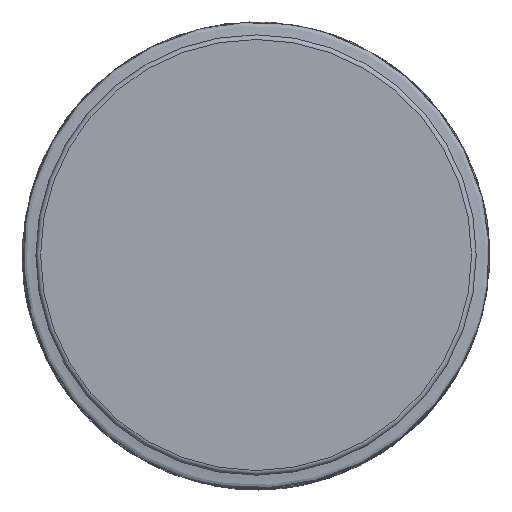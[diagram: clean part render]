
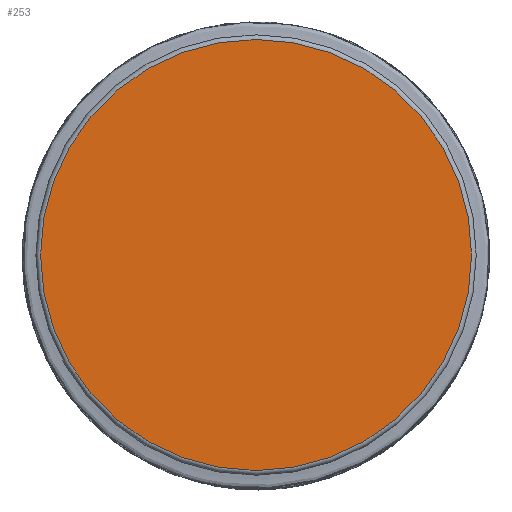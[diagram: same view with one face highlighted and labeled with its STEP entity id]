
A CAD part, top view. The second image highlights one B-rep face of the part: STEP entity #253.
In plain terms, the highlighted planar face has unit normal (0, 0, 1).
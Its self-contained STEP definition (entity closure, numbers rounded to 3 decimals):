
#253=ADVANCED_FACE('CLONE_TP_FACE',(#264),#262,.T.);
#262=PLANE('',#692);
#264=FACE_OUTER_BOUND('',#304,.T.);
#304=EDGE_LOOP('',(#344));
#344=ORIENTED_EDGE('',*,*,#373,.T.);
#347=VERTEX_POINT('',#900);
#373=EDGE_CURVE('',#347,#347,#393,.T.);
#393=CIRCLE('',#655,23.015);
#655=AXIS2_PLACEMENT_3D('',#899,#753,#754);
#692=AXIS2_PLACEMENT_3D('',#954,#827,#828);
#753=DIRECTION('',(0.,0.,1.));
#754=DIRECTION('',(-1.,0.,0.));
#827=DIRECTION('',(0.,0.,1.));
#828=DIRECTION('',(-1.,0.,0.));
#899=CARTESIAN_POINT('',(0.,0.,0.));
#900=CARTESIAN_POINT('',(-23.015,0.,0.));
#954=CARTESIAN_POINT('',(-11.005,0.,0.));
